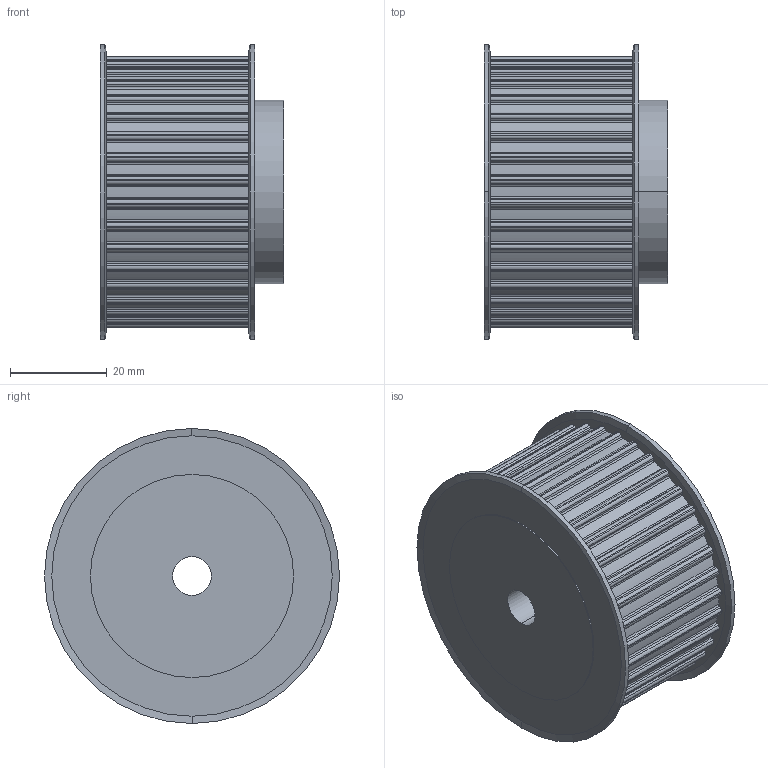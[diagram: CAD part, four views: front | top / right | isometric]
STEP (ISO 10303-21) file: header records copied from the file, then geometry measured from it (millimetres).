
FILE_DESCRIPTION(('STEP AP214'),'1');
FILE_NAME('cctmp_A711F755-787F-4169-A7C3-540568E22A2C_2021_1_7_11_44_3_830..stp','2021-01-07T10:44:04',('Mulco-Europe EWIV'),('CADClick - www.CADClick.com'),'Spatial InterOp 3D',' ','unknown authorization');
FILE_SCHEMA(('AUTOMOTIVE_DESIGN'));
Length unit declared in the file: millimetre
Products named in the file (1): 2021_01_07__11-44-03-815
Bounding box: 38 x 61 x 61 mm (x, y, z)
Volume: 80582.2 mm3; surface area: 15295.1 mm2
Topology: 1 solids, 1 shells, 315 faces, 916 edges, 608 vertices
Faces by surface type: cylinder 228, plane 79, cone 8
Entity records: 13178 total; most frequent: DIRECTION 2012, CARTESIAN_POINT 1840, ORIENTED_EDGE 1832, EDGE_CURVE 916, AXIS2_PLACEMENT_3D 780, VERTEX_POINT 608, CIRCLE 464, LINE 452
